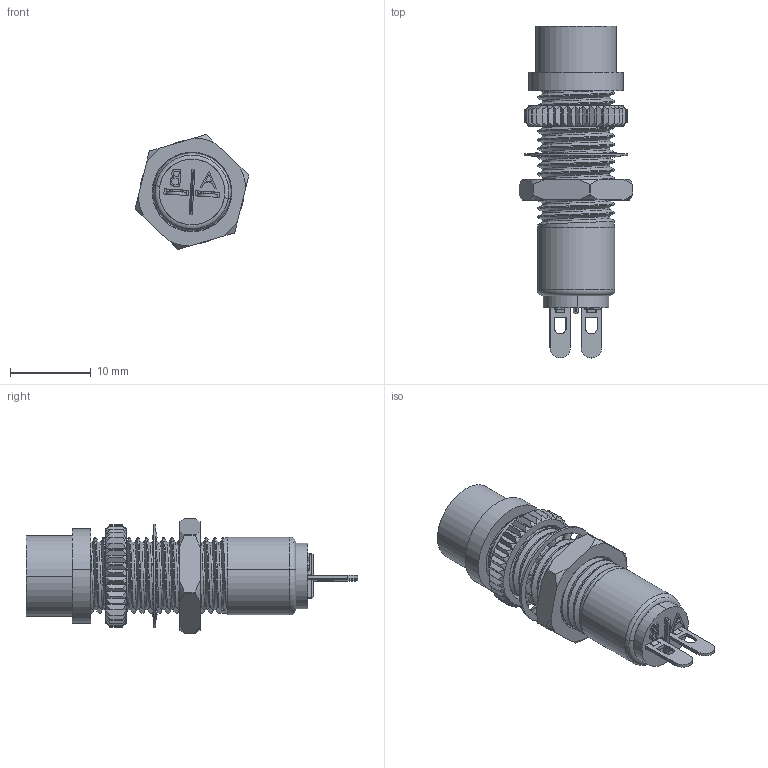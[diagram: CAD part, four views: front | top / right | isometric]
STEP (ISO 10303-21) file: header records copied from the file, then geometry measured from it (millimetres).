
FILE_DESCRIPTION (( 'STEP AP214' ), '1' );
FILE_NAME ('C961_Series_1.STEP', '2020-01-08T23:26:33', ( 'user' ), ( 'Microsoft' ), 'SwSTEP 2.0', 'SolidWorks 2018', '' );
FILE_SCHEMA (( 'AUTOMOTIVE_DESIGN' ));
Length unit declared in the file: foot
Products named in the file (13): 90 HEADER; LENS 60 FRESNEL 500032; C961_Series_1; PS90 Series; PS90-L SOCKET; HN90; TERMINAL FOR PS90-L; KN90; LW90; HEADER NYLON, 15% G.F; 500061-X 961-0 BLACK; 500040-2; 90-TERM
Assembly tree (14 placements, depth 3):
  C961_Series_1
    LENS 60 FRESNEL 500032
    90 HEADER
    90-TERM  x2
    500040-2
    500061-X 961-0 BLACK
    PS90 Series
      HEADER NYLON, 15% G.F
      LW90
      KN90
      TERMINAL FOR PS90-L  x2
      HN90
      PS90-L SOCKET
Bounding box: 14.05 x 41.1 x 14.21 mm (x, y, z)
Volume: 1880.5 mm3; surface area: 5149.6 mm2
Topology: 13 solids, 13 shells, 1026 faces, 2589 edges, 1622 vertices
Faces by surface type: plane 428, cylinder 378, cone 150, bspline 56, torus 10, sphere 4
Entity records: 38404 total; most frequent: CARTESIAN_POINT 14509, ORIENTED_EDGE 4880, DIRECTION 4376, EDGE_CURVE 2440, AXIS2_PLACEMENT_3D 1639, VERTEX_POINT 1530, LINE 1098, VECTOR 1098
